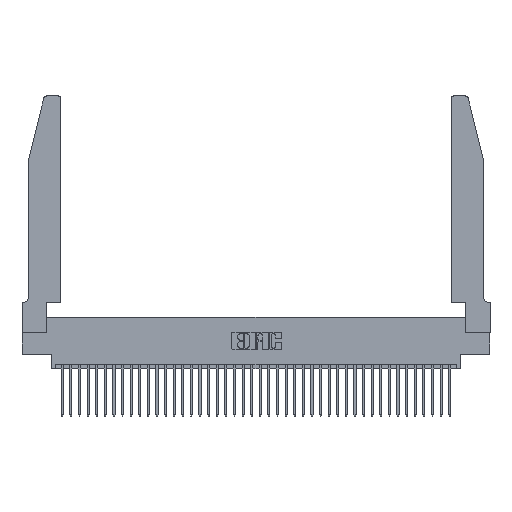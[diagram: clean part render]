
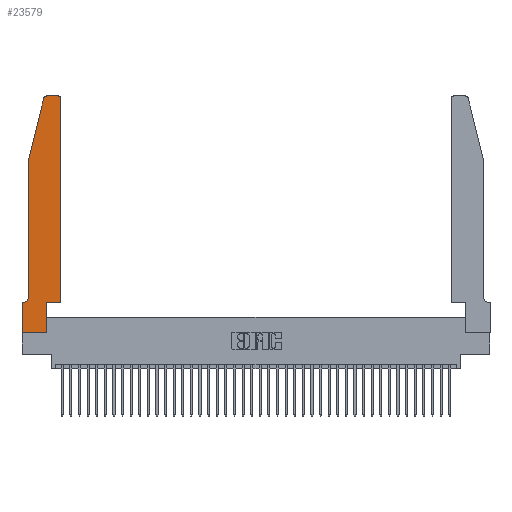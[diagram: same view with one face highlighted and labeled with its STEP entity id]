
A CAD part, top view. The second image highlights one B-rep face of the part: STEP entity #23579.
In plain terms, the highlighted planar face has unit normal (0, 0, 1).
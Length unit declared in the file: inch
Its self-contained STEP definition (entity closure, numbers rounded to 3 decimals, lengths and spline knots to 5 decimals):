
#86 = VERTEX_POINT ( 'NONE', #5619 ) ;
#1444 = ORIENTED_EDGE ( 'NONE', *, *, #35163, .T. ) ;
#1820 = CARTESIAN_POINT ( 'NONE',  ( 0.0755, 0.35, 0.37 ) ) ;
#2295 = DIRECTION ( 'NONE',  ( 1., 0., 0. ) ) ;
#2922 = LINE ( 'NONE', #23384, #35247 ) ;
#3600 = ORIENTED_EDGE ( 'NONE', *, *, #26158, .T. ) ;
#4279 = LINE ( 'NONE', #21382, #35581 ) ;
#4588 = VERTEX_POINT ( 'NONE', #32159 ) ;
#4789 = EDGE_CURVE ( 'NONE', #31711, #5625, #33622, .T. ) ;
#4914 = CARTESIAN_POINT ( 'NONE',  ( 0.4505, 2.72, 0.37 ) ) ;
#5015 = DIRECTION ( 'NONE',  ( -1., 0., 0. ) ) ;
#5619 = CARTESIAN_POINT ( 'NONE',  ( 0.0755, 0.42, 0.37 ) ) ;
#5625 = VERTEX_POINT ( 'NONE', #15311 ) ;
#6850 = DIRECTION ( 'NONE',  ( 0., 0., -1. ) ) ;
#7751 = CARTESIAN_POINT ( 'NONE',  ( 0., 0.35, 0.37 ) ) ;
#7798 = DIRECTION ( 'NONE',  ( 0., 1., 0. ) ) ;
#8395 = ORIENTED_EDGE ( 'NONE', *, *, #13608, .T. ) ;
#8400 = DIRECTION ( 'NONE',  ( 0., 0., 1. ) ) ;
#8481 = CARTESIAN_POINT ( 'NONE',  ( 0.284, 2.72, 0.37 ) ) ;
#10119 = ORIENTED_EDGE ( 'NONE', *, *, #11789, .T. ) ;
#10121 = VECTOR ( 'NONE', #13157, 39.37008 ) ;
#10832 = CARTESIAN_POINT ( 'NONE',  ( 0.2865, 0.35, 0.37 ) ) ;
#11161 = VERTEX_POINT ( 'NONE', #11556 ) ;
#11210 = EDGE_CURVE ( 'NONE', #5625, #25581, #4279, .T. ) ;
#11556 = CARTESIAN_POINT ( 'NONE',  ( 0.0055, 0.35, 0.37 ) ) ;
#11643 = DIRECTION ( 'NONE',  ( 1., 0., 0. ) ) ;
#11789 = EDGE_CURVE ( 'NONE', #25669, #31711, #30068, .T. ) ;
#11794 = EDGE_CURVE ( 'NONE', #25581, #17417, #22745, .T. ) ;
#11953 = DIRECTION ( 'NONE',  ( -1., 0., 0. ) ) ;
#12549 = PLANE ( 'NONE',  #13083 ) ;
#13083 = AXIS2_PLACEMENT_3D ( 'NONE', #34348, #15688, #37442 ) ;
#13157 = DIRECTION ( 'NONE',  ( -0.239, -0.971, 0. ) ) ;
#13608 = EDGE_CURVE ( 'NONE', #29508, #34358, #2922, .T. ) ;
#13841 = AXIS2_PLACEMENT_3D ( 'NONE', #8481, #30318, #11643 ) ;
#14659 = LINE ( 'NONE', #27429, #22984 ) ;
#14956 = CARTESIAN_POINT ( 'NONE',  ( 0.4505, 0.35, 0.37 ) ) ;
#15311 = CARTESIAN_POINT ( 'NONE',  ( 0.4205, 2.75, 0.37 ) ) ;
#15688 = DIRECTION ( 'NONE',  ( 0., 0., 1. ) ) ;
#16313 = CARTESIAN_POINT ( 'NONE',  ( 0.0755, 2., 0.37 ) ) ;
#16758 = LINE ( 'NONE', #1820, #32881 ) ;
#16895 = ORIENTED_EDGE ( 'NONE', *, *, #20260, .T. ) ;
#17393 = EDGE_CURVE ( 'NONE', #25715, #29508, #36442, .T. ) ;
#17417 = VERTEX_POINT ( 'NONE', #38683 ) ;
#20009 = CARTESIAN_POINT ( 'NONE',  ( 0.2865, 0., 0.37 ) ) ;
#20260 = EDGE_CURVE ( 'NONE', #86, #11161, #37884, .T. ) ;
#20454 = ORIENTED_EDGE ( 'NONE', *, *, #24420, .T. ) ;
#20498 = ORIENTED_EDGE ( 'NONE', *, *, #11794, .T. ) ;
#20917 = DIRECTION ( 'NONE',  ( 0., 1., 0. ) ) ;
#21218 = VECTOR ( 'NONE', #38914, 39.37008 ) ;
#21382 = CARTESIAN_POINT ( 'NONE',  ( 0.2605, 2.75, 0.37 ) ) ;
#21543 = ORIENTED_EDGE ( 'NONE', *, *, #17393, .T. ) ;
#21798 = VECTOR ( 'NONE', #20917, 39.37008 ) ;
#22745 = CIRCLE ( 'NONE', #13841, 0.03 ) ;
#22962 = DIRECTION ( 'NONE',  ( 1., 0., 0. ) ) ;
#22984 = VECTOR ( 'NONE', #2295, 39.37008 ) ;
#23273 = CARTESIAN_POINT ( 'NONE',  ( 0., 0., 0.37 ) ) ;
#23384 = CARTESIAN_POINT ( 'NONE',  ( 0.2865, 0.35, 0.37 ) ) ;
#23579 = ADVANCED_FACE ( 'NONE', ( #28974 ), #12549, .T. ) ;
#24263 = ORIENTED_EDGE ( 'NONE', *, *, #11210, .T. ) ;
#24378 = CARTESIAN_POINT ( 'NONE',  ( 0., 0., 0.37 ) ) ;
#24420 = EDGE_CURVE ( 'NONE', #17417, #4588, #34970, .T. ) ;
#25047 = VERTEX_POINT ( 'NONE', #7751 ) ;
#25581 = VERTEX_POINT ( 'NONE', #39029 ) ;
#25585 = CARTESIAN_POINT ( 'NONE',  ( 0.0055, 0.42, 0.37 ) ) ;
#25669 = VERTEX_POINT ( 'NONE', #14956 ) ;
#25715 = VERTEX_POINT ( 'NONE', #24378 ) ;
#26158 = EDGE_CURVE ( 'NONE', #25047, #25715, #30468, .T. ) ;
#26272 = ORIENTED_EDGE ( 'NONE', *, *, #4789, .T. ) ;
#26341 = AXIS2_PLACEMENT_3D ( 'NONE', #27108, #8400, #30225 ) ;
#27108 = CARTESIAN_POINT ( 'NONE',  ( 0.4205, 2.72, 0.37 ) ) ;
#27429 = CARTESIAN_POINT ( 'NONE',  ( 0.4505, 0.35, 0.37 ) ) ;
#28216 = VECTOR ( 'NONE', #22962, 39.37008 ) ;
#28736 = DIRECTION ( 'NONE',  ( -1., 0., 0. ) ) ;
#28974 = FACE_OUTER_BOUND ( 'NONE', #37642, .T. ) ;
#29235 = CARTESIAN_POINT ( 'NONE',  ( 0., 0., 0.37 ) ) ;
#29254 = AXIS2_PLACEMENT_3D ( 'NONE', #25585, #6850, #28736 ) ;
#29508 = VERTEX_POINT ( 'NONE', #20009 ) ;
#30068 = LINE ( 'NONE', #39509, #21798 ) ;
#30225 = DIRECTION ( 'NONE',  ( 1., 0., 0. ) ) ;
#30318 = DIRECTION ( 'NONE',  ( 0., 0., 1. ) ) ;
#30468 = LINE ( 'NONE', #23273, #37734 ) ;
#31711 = VERTEX_POINT ( 'NONE', #4914 ) ;
#32159 = CARTESIAN_POINT ( 'NONE',  ( 0.0755, 2., 0.37 ) ) ;
#32359 = ORIENTED_EDGE ( 'NONE', *, *, #37830, .T. ) ;
#32881 = VECTOR ( 'NONE', #5015, 39.37008 ) ;
#33622 = CIRCLE ( 'NONE', #26341, 0.03 ) ;
#34180 = ORIENTED_EDGE ( 'NONE', *, *, #37059, .T. ) ;
#34348 = CARTESIAN_POINT ( 'NONE',  ( 0., 0.35, 0.37 ) ) ;
#34358 = VERTEX_POINT ( 'NONE', #10832 ) ;
#34970 = LINE ( 'NONE', #16313, #10121 ) ;
#35163 = EDGE_CURVE ( 'NONE', #34358, #25669, #14659, .T. ) ;
#35247 = VECTOR ( 'NONE', #7798, 39.37008 ) ;
#35581 = VECTOR ( 'NONE', #11953, 39.37008 ) ;
#35824 = CARTESIAN_POINT ( 'NONE',  ( 0.0755, 2., 0.37 ) ) ;
#36442 = LINE ( 'NONE', #29235, #28216 ) ;
#37059 = EDGE_CURVE ( 'NONE', #4588, #86, #37735, .T. ) ;
#37442 = DIRECTION ( 'NONE',  ( 1., 0., 0. ) ) ;
#37642 = EDGE_LOOP ( 'NONE', ( #24263, #20498, #20454, #34180, #16895, #32359, #3600, #21543, #8395, #1444, #10119, #26272 ) ) ;
#37734 = VECTOR ( 'NONE', #38842, 39.37008 ) ;
#37735 = LINE ( 'NONE', #35824, #21218 ) ;
#37830 = EDGE_CURVE ( 'NONE', #11161, #25047, #16758, .T. ) ;
#37884 = CIRCLE ( 'NONE', #29254, 0.07 ) ;
#38683 = CARTESIAN_POINT ( 'NONE',  ( 0.25487, 2.72718, 0.37 ) ) ;
#38842 = DIRECTION ( 'NONE',  ( 0., -1., 0. ) ) ;
#38914 = DIRECTION ( 'NONE',  ( 0., -1., 0. ) ) ;
#39029 = CARTESIAN_POINT ( 'NONE',  ( 0.284, 2.75, 0.37 ) ) ;
#39509 = CARTESIAN_POINT ( 'NONE',  ( 0.4505, 0.35, 0.37 ) ) ;
